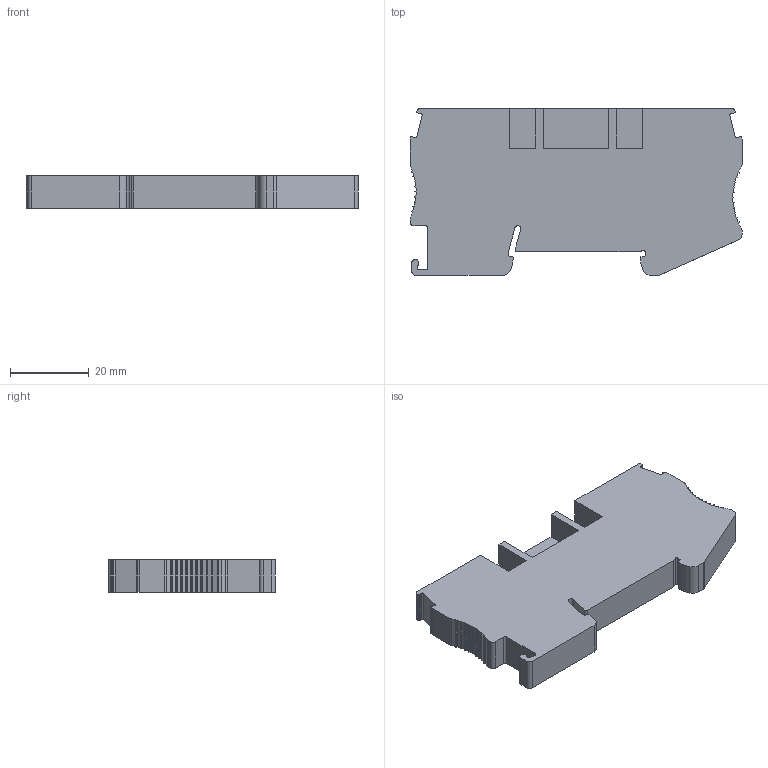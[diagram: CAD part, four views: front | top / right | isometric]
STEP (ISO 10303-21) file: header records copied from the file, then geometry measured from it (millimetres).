
FILE_DESCRIPTION((''),'2;1');
FILE_NAME('6S','2023-11-09T',('dell'),(''),'PRO/ENGINEER BY PARAMETRIC TECHNOLOGY CORPORATION, 2013230','PRO/ENGINEER BY PARAMETRIC TECHNOLOGY CORPORATION, 2013230','');
FILE_SCHEMA(('AUTOMOTIVE_DESIGN { 1 0 10303 214 1 1 1 1 }'));
Length unit declared in the file: millimetre
Products named in the file (1): 6S
Bounding box: 84.1 x 42.2 x 8.2 mm (x, y, z)
Volume: 22506.8 mm3; surface area: 9710.1 mm2
Topology: 1 solids, 1 shells, 196 faces, 564 edges, 376 vertices
Faces by surface type: plane 115, cylinder 81
Entity records: 6521 total; most frequent: CARTESIAN_POINT 1138, ORIENTED_EDGE 1128, DIRECTION 1118, EDGE_CURVE 564, VECTOR 402, LINE 402, VERTEX_POINT 376, AXIS2_PLACEMENT_3D 358
